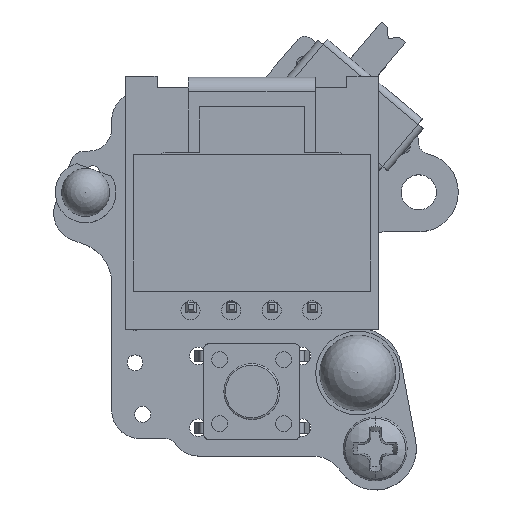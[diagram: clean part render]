
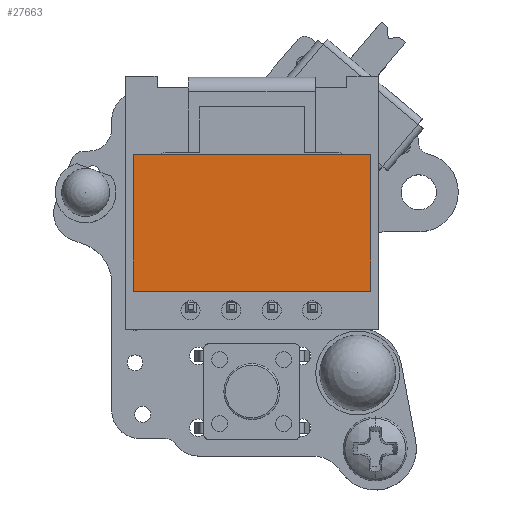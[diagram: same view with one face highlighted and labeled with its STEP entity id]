
A CAD part, top view. The second image highlights one B-rep face of the part: STEP entity #27663.
In plain terms, the highlighted planar face has unit normal (0, 0, 1).
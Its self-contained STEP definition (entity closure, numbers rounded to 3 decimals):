
#27066 = VERTEX_POINT('',#27067);
#27067 = CARTESIAN_POINT('',(7.772,-6.409,
    8.307));
#27073 = EDGE_CURVE('',#27066,#27074,#27076,.T.);
#27074 = VERTEX_POINT('',#27075);
#27075 = CARTESIAN_POINT('',(22.647,-6.409,
    8.307));
#27076 = LINE('',#27077,#27078);
#27077 = CARTESIAN_POINT('',(15.21,-6.409,
    8.307));
#27078 = VECTOR('',#27079,1.);
#27079 = DIRECTION('',(1.,0.,0.));
#27604 = VERTEX_POINT('',#27605);
#27605 = CARTESIAN_POINT('',(22.647,-14.987,8.307)
  );
#27611 = EDGE_CURVE('',#27612,#27604,#27614,.T.);
#27612 = VERTEX_POINT('',#27613);
#27613 = CARTESIAN_POINT('',(7.772,-14.987,8.307));
#27614 = LINE('',#27615,#27616);
#27615 = CARTESIAN_POINT('',(15.21,-14.987,8.307)
  );
#27616 = VECTOR('',#27617,1.);
#27617 = DIRECTION('',(1.,0.,0.));
#27635 = EDGE_CURVE('',#27612,#27066,#27636,.T.);
#27636 = LINE('',#27637,#27638);
#27637 = CARTESIAN_POINT('',(7.772,-10.698,
    8.307));
#27638 = VECTOR('',#27639,1.);
#27639 = DIRECTION('',(0.,1.,0.));
#27652 = EDGE_CURVE('',#27604,#27074,#27653,.T.);
#27653 = LINE('',#27654,#27655);
#27654 = CARTESIAN_POINT('',(22.647,-10.698,
    8.307));
#27655 = VECTOR('',#27656,1.);
#27656 = DIRECTION('',(0.,1.,0.));
#27663 = ADVANCED_FACE('',(#27664),#27670,.F.);
#27664 = FACE_BOUND('',#27665,.T.);
#27665 = EDGE_LOOP('',(#27666,#27667,#27668,#27669));
#27666 = ORIENTED_EDGE('',*,*,#27611,.T.);
#27667 = ORIENTED_EDGE('',*,*,#27652,.T.);
#27668 = ORIENTED_EDGE('',*,*,#27073,.F.);
#27669 = ORIENTED_EDGE('',*,*,#27635,.F.);
#27670 = PLANE('',#27671);
#27671 = AXIS2_PLACEMENT_3D('',#27672,#27673,#27674);
#27672 = CARTESIAN_POINT('',(15.21,-9.449,8.307));
#27673 = DIRECTION('',(0.,0.,-1.));
#27674 = DIRECTION('',(1.,0.,0.));
